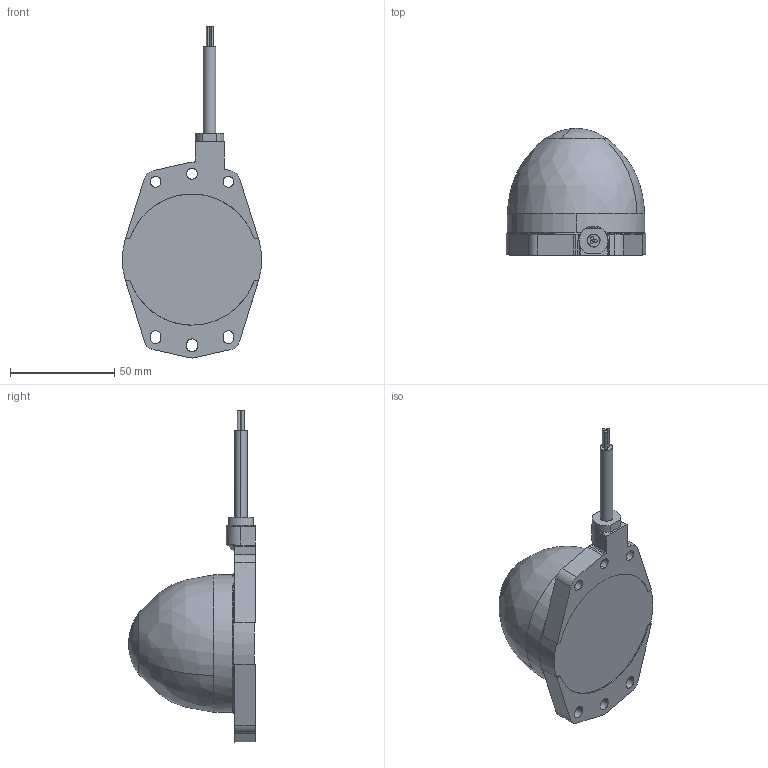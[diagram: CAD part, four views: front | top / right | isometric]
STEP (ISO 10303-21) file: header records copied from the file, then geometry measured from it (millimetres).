
FILE_DESCRIPTION (( 'STEP AP214' ), '1' );
FILE_NAME ('03_LH1D-D3HQ4C[10][30][50]$.STEP', '2020-10-23T07:33:02', ( 'IDEC' ), ( 'IDEC' ), 'SwSTEP 2.0', 'SolidWorks 2019', '' );
FILE_SCHEMA (( 'AUTOMOTIVE_DESIGN' ));
Length unit declared in the file: millimetre
Products named in the file (1): 03_LH1D-D3HQ4C[10][30][50]$
Bounding box: 67 x 61 x 159.55 mm (x, y, z)
Volume: 175762.7 mm3; surface area: 22699.4 mm2
Topology: 1 solids, 1 shells, 104 faces, 295 edges, 199 vertices
Faces by surface type: cylinder 52, plane 41, bspline 8, cone 3
Entity records: 4866 total; most frequent: CARTESIAN_POINT 2148, ORIENTED_EDGE 586, DIRECTION 416, EDGE_CURVE 293, VERTEX_POINT 199, AXIS2_PLACEMENT_3D 144, VECTOR 128, LINE 128
